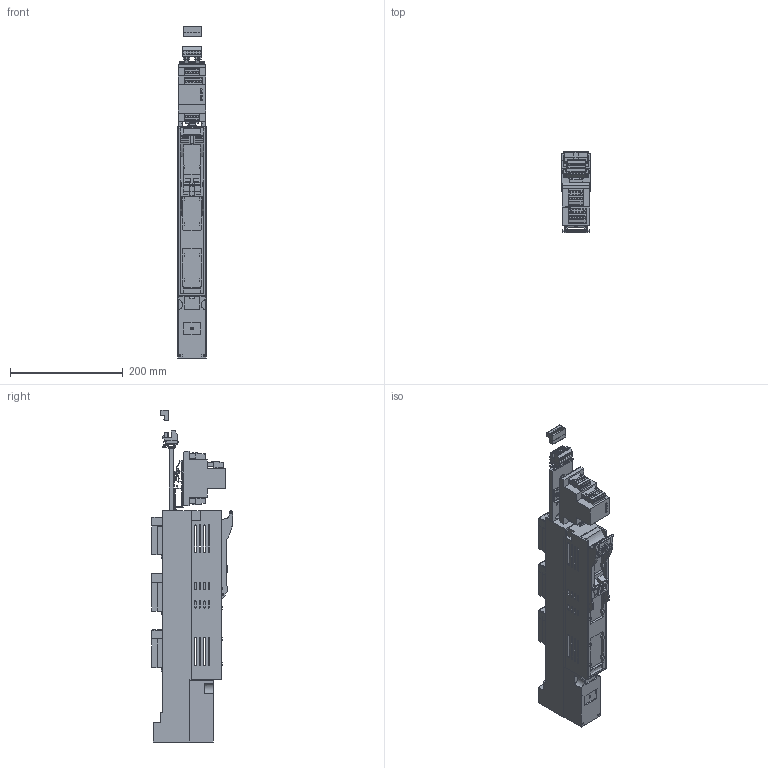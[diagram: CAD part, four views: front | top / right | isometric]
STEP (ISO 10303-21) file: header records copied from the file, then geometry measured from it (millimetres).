
FILE_DESCRIPTION(('CATIA V5 STEP'),'2;1');
FILE_NAME('L0769_NH_Wandlerlastschaltleiste_SL00_3x3_100_F_HA_ES00_3W_1_150-1_KL.stp','2019-01-29T07:44:39+00:00',('none'),('Jean Müller GmbH'),'CATIA Version 5 Release 19 SP 9 (IN-10)','CATIA V5 STEP AP214','none');
FILE_SCHEMA(('AUTOMOTIVE_DESIGN { 1 0 10303 214 1 1 1 1 }'));
Products named in the file (1): L0769_NH-Wandlerlastschaltleiste SL00-3x3/100/F/HA/ES00/3W/1/150-1/KL
Bounding box: 50 x 144.19 x 588.29 mm (x, y, z)
Volume: 1866065.3 mm3; surface area: 499273.5 mm2
Topology: 23 solids, 28 shells, 4475 faces, 12863 edges, 8556 vertices
Faces by surface type: plane 3615, cylinder 570, cone 160, bspline 80, torus 42, extrusion 8
Entity records: 142909 total; most frequent: CARTESIAN_POINT 31325, ORIENTED_EDGE 25694, DIRECTION 18567, EDGE_CURVE 12847, VECTOR 10524, LINE 10516, VERTEX_POINT 8556, EDGE_LOOP 4851
